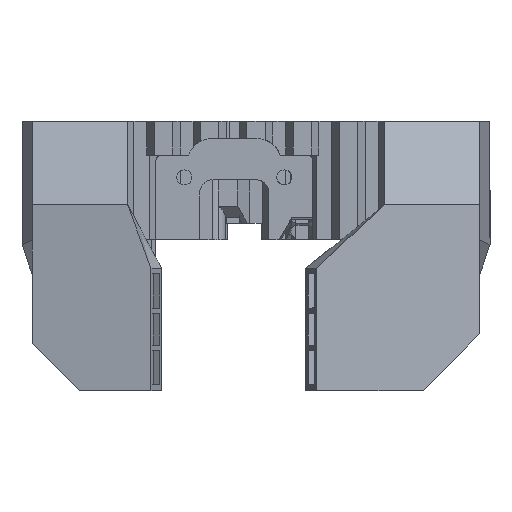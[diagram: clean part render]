
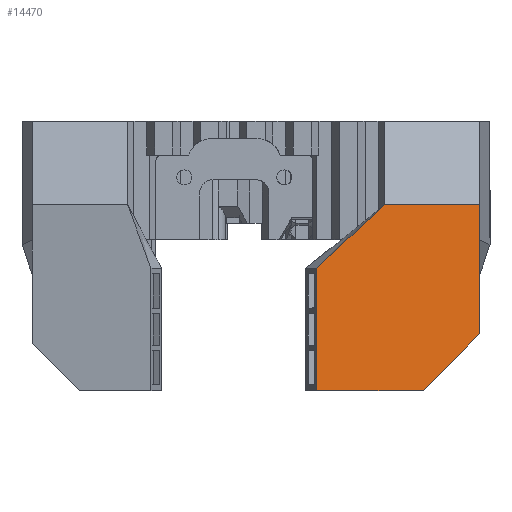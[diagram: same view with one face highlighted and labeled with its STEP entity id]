
A CAD part, front view. The second image highlights one B-rep face of the part: STEP entity #14470.
In plain terms, the highlighted planar face has unit normal (0.174, -0.985, 0).
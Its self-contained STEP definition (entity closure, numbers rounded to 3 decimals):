
#689=FACE_OUTER_BOUND('',#1490,.T.);
#1490=EDGE_LOOP('',(#10786,#10787,#10788,#10789,#10790,#10791));
#2771=LINE('',#22216,#4620);
#3095=LINE('',#23162,#4944);
#3096=LINE('',#23164,#4945);
#3097=LINE('',#23166,#4946);
#3098=LINE('',#23168,#4947);
#3099=LINE('',#23169,#4948);
#4620=VECTOR('',#16903,1000.);
#4944=VECTOR('',#17505,1000.);
#4945=VECTOR('',#17506,1000.);
#4946=VECTOR('',#17507,10.);
#4947=VECTOR('',#17508,1000.);
#4948=VECTOR('',#17509,1000.);
#6452=VERTEX_POINT('',#22213);
#6453=VERTEX_POINT('',#22215);
#6796=VERTEX_POINT('',#23161);
#6797=VERTEX_POINT('',#23163);
#6798=VERTEX_POINT('',#23165);
#6799=VERTEX_POINT('',#23167);
#7947=EDGE_CURVE('',#6453,#6452,#2771,.T.);
#8363=EDGE_CURVE('',#6453,#6796,#3095,.T.);
#8364=EDGE_CURVE('',#6452,#6797,#3096,.T.);
#8365=EDGE_CURVE('',#6798,#6797,#3097,.T.);
#8366=EDGE_CURVE('',#6798,#6799,#3098,.T.);
#8367=EDGE_CURVE('',#6799,#6796,#3099,.T.);
#10786=ORIENTED_EDGE('',*,*,#8363,.F.);
#10787=ORIENTED_EDGE('',*,*,#7947,.T.);
#10788=ORIENTED_EDGE('',*,*,#8364,.T.);
#10789=ORIENTED_EDGE('',*,*,#8365,.F.);
#10790=ORIENTED_EDGE('',*,*,#8366,.T.);
#10791=ORIENTED_EDGE('',*,*,#8367,.T.);
#13837=PLANE('',#15309);
#14470=ADVANCED_FACE('',(#689),#13837,.T.);
#15309=AXIS2_PLACEMENT_3D('',#23160,#17503,#17504);
#16903=DIRECTION('',(0.,0.,1.));
#17503=DIRECTION('center_axis',(0.174,-0.985,0.));
#17504=DIRECTION('ref_axis',(-0.985,-0.174,0.));
#17505=DIRECTION('',(-0.702,-0.124,-0.702));
#17506=DIRECTION('',(-0.985,-0.174,0.));
#17507=DIRECTION('',(0.724,0.128,0.678));
#17508=DIRECTION('',(0.,0.,-1.));
#17509=DIRECTION('',(0.985,0.174,0.));
#22213=CARTESIAN_POINT('',(51.2,-35.366,49.814));
#22215=CARTESIAN_POINT('',(51.2,-35.366,26.6));
#22216=CARTESIAN_POINT('',(51.2,-35.366,11.556));
#23160=CARTESIAN_POINT('Origin',(34.,-38.399,-196.683));
#23161=CARTESIAN_POINT('',(41.,-37.164,16.4));
#23162=CARTESIAN_POINT('',(53.,-35.048,28.4));
#23163=CARTESIAN_POINT('',(34.,-38.399,49.814));
#23164=CARTESIAN_POINT('',(53.,-35.048,49.814));
#23165=CARTESIAN_POINT('',(21.799,-40.55,38.4));
#23166=CARTESIAN_POINT('',(21.799,-40.55,38.4));
#23167=CARTESIAN_POINT('',(21.799,-40.55,16.4));
#23168=CARTESIAN_POINT('',(21.799,-40.55,38.401));
#23169=CARTESIAN_POINT('',(21.799,-40.55,16.4));
